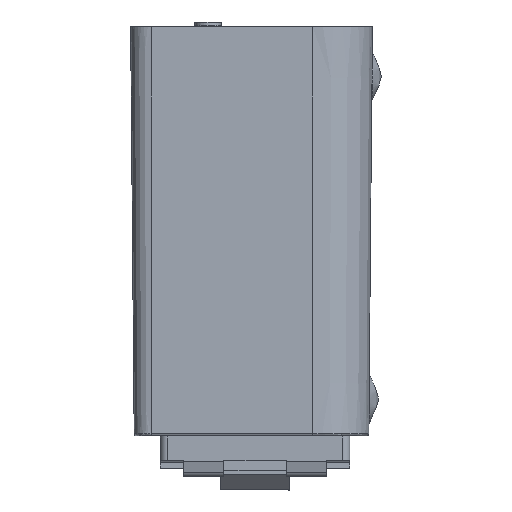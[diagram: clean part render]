
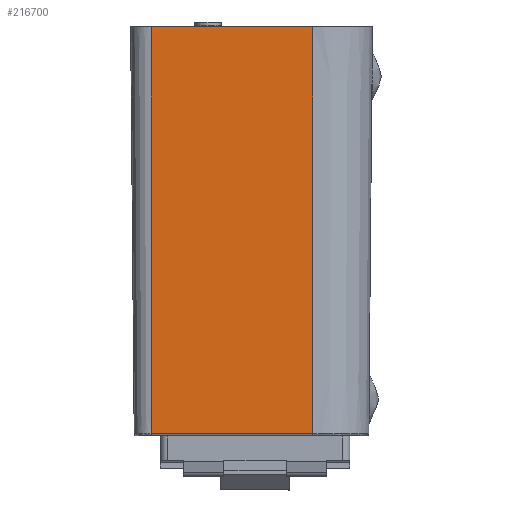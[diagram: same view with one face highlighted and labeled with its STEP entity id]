
A CAD part, left-side view. The second image highlights one B-rep face of the part: STEP entity #216700.
In plain terms, the highlighted face is planar.
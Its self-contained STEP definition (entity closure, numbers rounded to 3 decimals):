
#2488 = ORIENTED_EDGE ( 'NONE', *, *, #61108, .T. ) ;
#12616 = ORIENTED_EDGE ( 'NONE', *, *, #27543, .F. ) ;
#27543 = EDGE_CURVE ( 'NONE', #244983, #97867, #183859, .T. ) ;
#40879 = FACE_OUTER_BOUND ( 'NONE', #130027, .T. ) ;
#47355 = DIRECTION ( 'NONE',  ( 0., 1., 0. ) ) ;
#61108 = EDGE_CURVE ( 'NONE', #272243, #272236, #70296, .T. ) ;
#65558 = CARTESIAN_POINT ( 'NONE',  ( 116.23, 24., 83.7 ) ) ;
#66726 = CARTESIAN_POINT ( 'NONE',  ( 115.504, 3.5, 0.496 ) ) ;
#67455 = CARTESIAN_POINT ( 'NONE',  ( 115.867, 36.5, 42.098 ) ) ;
#70296 = LINE ( 'NONE', #234489, #139002 ) ;
#76569 = DIRECTION ( 'NONE',  ( 1., 0., -0.009 ) ) ;
#81466 = CARTESIAN_POINT ( 'NONE',  ( 116.23, 36.5, 83.7 ) ) ;
#83000 = AXIS2_PLACEMENT_3D ( 'NONE', #232865, #76569, #282128 ) ;
#97867 = VERTEX_POINT ( 'NONE', #81466 ) ;
#125930 = VECTOR ( 'NONE', #47355, 1000. ) ;
#130027 = EDGE_LOOP ( 'NONE', ( #156797, #2488, #228767, #12616 ) ) ;
#139002 = VECTOR ( 'NONE', #142787, 1000. ) ;
#142787 = DIRECTION ( 'NONE',  ( 0., 1., 0. ) ) ;
#156797 = ORIENTED_EDGE ( 'NONE', *, *, #228227, .F. ) ;
#160324 = DIRECTION ( 'NONE',  ( -0.009, 0., -1. ) ) ;
#163739 = CARTESIAN_POINT ( 'NONE',  ( 115.504, 36.5, 0.496 ) ) ;
#182266 = CARTESIAN_POINT ( 'NONE',  ( 116.23, 3.5, 83.7 ) ) ;
#183859 = LINE ( 'NONE', #65558, #125930 ) ;
#201991 = CARTESIAN_POINT ( 'NONE',  ( 116.23, 3.5, 83.7 ) ) ;
#216700 = ADVANCED_FACE ( 'NONE', ( #40879 ), #231880, .T. ) ;
#228227 = EDGE_CURVE ( 'NONE', #272243, #244983, #234582, .T. ) ;
#228767 = ORIENTED_EDGE ( 'NONE', *, *, #270011, .F. ) ;
#231880 = PLANE ( 'NONE',  #83000 ) ;
#232865 = CARTESIAN_POINT ( 'NONE',  ( 115.5, 1.1, 0. ) ) ;
#234489 = CARTESIAN_POINT ( 'NONE',  ( 115.504, 1.1, 0.496 ) ) ;
#234582 = B_SPLINE_CURVE_WITH_KNOTS ( 'NONE', 1,
 ( #66726, #201991 ),
 .UNSPECIFIED., .F., .F.,
 ( 2, 2 ),
 ( 0., 1. ),
 .UNSPECIFIED. ) ;
#244983 = VERTEX_POINT ( 'NONE', #182266 ) ;
#266760 = LINE ( 'NONE', #67455, #273965 ) ;
#270011 = EDGE_CURVE ( 'NONE', #97867, #272236, #266760, .T. ) ;
#272236 = VERTEX_POINT ( 'NONE', #163739 ) ;
#272243 = VERTEX_POINT ( 'NONE', #278420 ) ;
#273965 = VECTOR ( 'NONE', #160324, 1000. ) ;
#278420 = CARTESIAN_POINT ( 'NONE',  ( 115.504, 3.5, 0.496 ) ) ;
#282128 = DIRECTION ( 'NONE',  ( -0.009, 0., -1. ) ) ;
